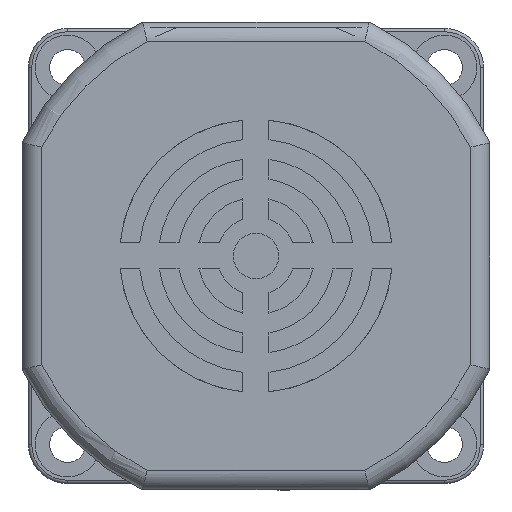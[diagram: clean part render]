
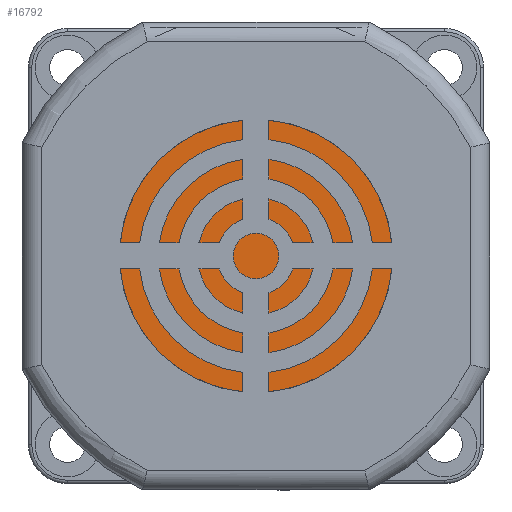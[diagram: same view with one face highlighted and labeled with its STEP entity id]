
A CAD part, left-side view. The second image highlights one B-rep face of the part: STEP entity #16792.
In plain terms, the highlighted planar face has unit normal (-1, 0, 0).
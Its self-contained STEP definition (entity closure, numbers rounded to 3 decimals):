
#720 = DIRECTION ( 'NONE',  ( 0., 0., 1. ) ) ;
#896 = DIRECTION ( 'NONE',  ( 0., 0., 1. ) ) ;
#2529 = FACE_OUTER_BOUND ( 'NONE', #11678, .T. ) ;
#3844 = EDGE_CURVE ( 'NONE', #5017, #14580, #6036, .T. ) ;
#4316 = AXIS2_PLACEMENT_3D ( 'NONE', #18854, #9821, #720 ) ;
#4865 = DIRECTION ( 'NONE',  ( -1., 0., 0. ) ) ;
#5017 = VERTEX_POINT ( 'NONE', #11551 ) ;
#5021 = ORIENTED_EDGE ( 'NONE', *, *, #3844, .T. ) ;
#6036 = CIRCLE ( 'NONE', #15059, 21. ) ;
#8414 = PLANE ( 'NONE',  #18040 ) ;
#9821 = DIRECTION ( 'NONE',  ( -1., 0., 0. ) ) ;
#10016 = DIRECTION ( 'NONE',  ( -1., 0., 0. ) ) ;
#11487 = CARTESIAN_POINT ( 'NONE',  ( -71.3, 0., 0. ) ) ;
#11551 = CARTESIAN_POINT ( 'NONE',  ( -71.3, 0., 21. ) ) ;
#11678 = EDGE_LOOP ( 'NONE', ( #5021, #11899 ) ) ;
#11899 = ORIENTED_EDGE ( 'NONE', *, *, #18813, .T. ) ;
#13929 = CARTESIAN_POINT ( 'NONE',  ( -71.3, 0., 0. ) ) ;
#14580 = VERTEX_POINT ( 'NONE', #16659 ) ;
#15059 = AXIS2_PLACEMENT_3D ( 'NONE', #13929, #4865, #15459 ) ;
#15459 = DIRECTION ( 'NONE',  ( 0., 0., 1. ) ) ;
#15779 = CIRCLE ( 'NONE', #4316, 21. ) ;
#16659 = CARTESIAN_POINT ( 'NONE',  ( -71.3, 0., -21. ) ) ;
#16792 = ADVANCED_FACE ( 'NONE', ( #2529 ), #8414, .T. ) ;
#18040 = AXIS2_PLACEMENT_3D ( 'NONE', #11487, #10016, #896 ) ;
#18813 = EDGE_CURVE ( 'NONE', #14580, #5017, #15779, .T. ) ;
#18854 = CARTESIAN_POINT ( 'NONE',  ( -71.3, 0., 0. ) ) ;
